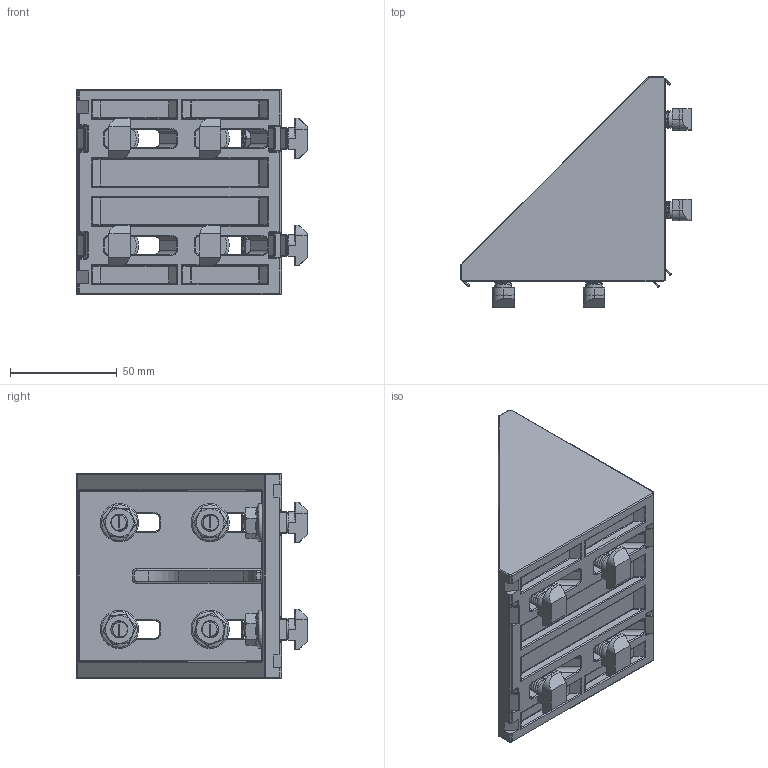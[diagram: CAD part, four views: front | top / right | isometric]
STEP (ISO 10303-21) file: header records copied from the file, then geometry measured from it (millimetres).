
FILE_DESCRIPTION (( 'STEP AP214' ), '1' );
FILE_NAME ('AL-3.21.50.100100 Óãëîâîé ñîåäèíèòåëü 100x100, 50 ñåðèÿ.STEP', '2022-08-09T05:43:45', ( '' ), ( '' ), 'SwSTEP 2.0', 'SolidWorks 2021', '' );
FILE_SCHEMA (( 'AUTOMOTIVE_DESIGN' ));
Length unit declared in the file: millimetre
Products named in the file (1): AL-3.21.50.100100 Óãëîâîé ñîåäèíèòåëü 100x100, 50 ñåðèÿ
Bounding box: 108 x 108 x 96 mm (x, y, z)
Volume: 203825 mm3; surface area: 82974.7 mm2
Topology: 17 solids, 17 shells, 1876 faces, 4525 edges, 2604 vertices
Faces by surface type: cylinder 653, plane 581, cone 240, bspline 230, sphere 104, torus 68
Full cylindrical faces by diameter (mm): 6.647 x64, 8 x128
Entity records: 82727 total; most frequent: CARTESIAN_POINT 27308, ORIENTED_EDGE 7514, DIRECTION 7229, EDGE_CURVE 3757, AXIS2_PLACEMENT_3D 2753, VERTEX_POINT 2316, EDGE_LOOP 2053, FACE_OUTER_BOUND 1828
